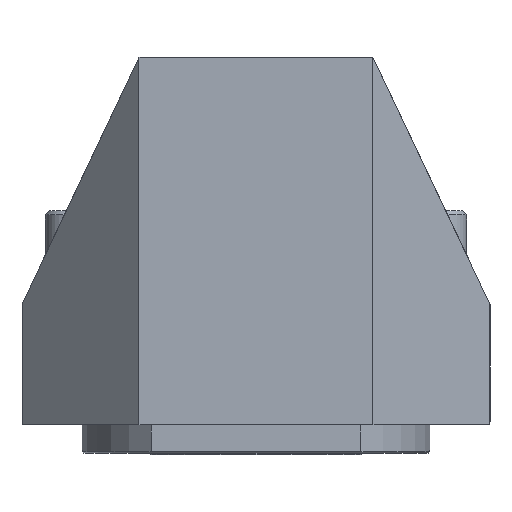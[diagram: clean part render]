
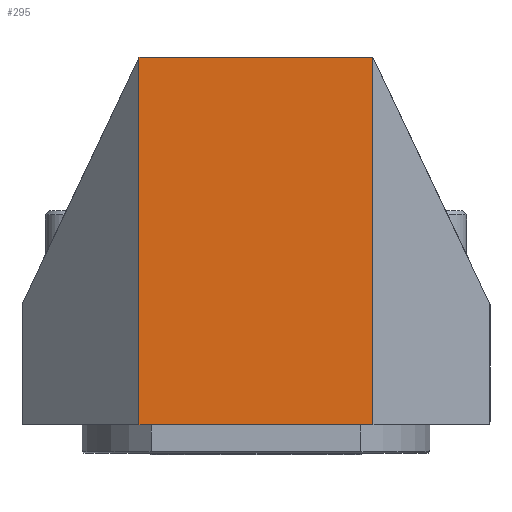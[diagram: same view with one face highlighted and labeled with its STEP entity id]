
A CAD part, left-side view. The second image highlights one B-rep face of the part: STEP entity #295.
In plain terms, the highlighted planar face has unit normal (-1, 0, 0).
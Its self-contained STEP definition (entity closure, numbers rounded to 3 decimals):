
#84=LINE('',#1555,#150);
#85=LINE('',#1558,#151);
#86=LINE('',#1560,#152);
#87=LINE('',#1562,#153);
#150=VECTOR('',#1232,1.);
#151=VECTOR('',#1233,1.);
#152=VECTOR('',#1234,1.);
#153=VECTOR('',#1235,1.);
#198=PLANE('',#1012);
#238=FACE_OUTER_BOUND('',#434,.T.);
#295=ADVANCED_FACE('',(#238),#198,.T.);
#434=EDGE_LOOP('',(#591,#592,#593,#594));
#591=ORIENTED_EDGE('',*,*,#829,.F.);
#592=ORIENTED_EDGE('',*,*,#830,.T.);
#593=ORIENTED_EDGE('',*,*,#831,.F.);
#594=ORIENTED_EDGE('',*,*,#832,.T.);
#734=VERTEX_POINT('',#1556);
#735=VERTEX_POINT('',#1557);
#736=VERTEX_POINT('',#1559);
#737=VERTEX_POINT('',#1561);
#829=EDGE_CURVE('',#734,#735,#84,.T.);
#830=EDGE_CURVE('',#734,#736,#85,.T.);
#831=EDGE_CURVE('',#737,#736,#86,.T.);
#832=EDGE_CURVE('',#737,#735,#87,.T.);
#1012=AXIS2_PLACEMENT_3D('',#1563,#1236,#1237);
#1232=DIRECTION('',(0.,0.,-1.));
#1233=DIRECTION('',(0.,1.,0.));
#1234=DIRECTION('',(0.,0.,1.));
#1235=DIRECTION('',(0.,-1.,0.));
#1236=DIRECTION('',(-1.,0.,0.));
#1237=DIRECTION('',(0.,0.,-1.));
#1555=CARTESIAN_POINT('',(-100.,-35.,74.));
#1556=CARTESIAN_POINT('',(-100.,-35.,74.));
#1557=CARTESIAN_POINT('',(-100.,-35.,-36.));
#1558=CARTESIAN_POINT('',(-100.,-35.,74.));
#1559=CARTESIAN_POINT('',(-100.,35.,74.));
#1560=CARTESIAN_POINT('',(-100.,35.,-36.));
#1561=CARTESIAN_POINT('',(-100.,35.,-36.));
#1562=CARTESIAN_POINT('',(-100.,35.,-36.));
#1563=CARTESIAN_POINT('',(-100.,-70.,-36.));
